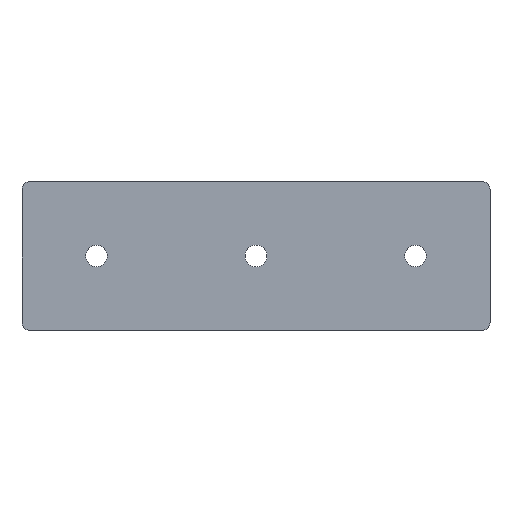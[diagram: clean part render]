
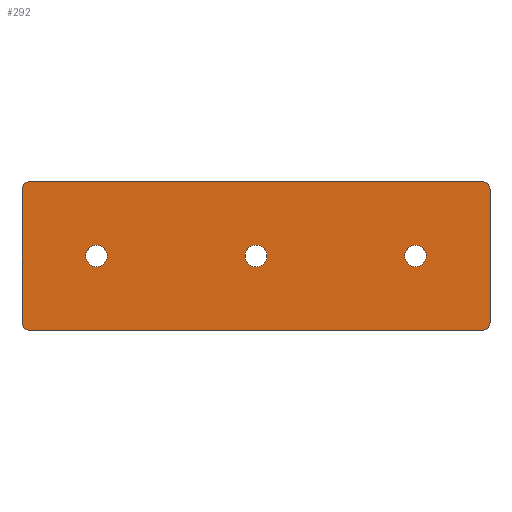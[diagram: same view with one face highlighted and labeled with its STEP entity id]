
A CAD part, top view. The second image highlights one B-rep face of the part: STEP entity #292.
In plain terms, the highlighted planar face has unit normal (0, 0, 1).
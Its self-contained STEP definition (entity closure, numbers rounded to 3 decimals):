
#7 = VERTEX_POINT ( 'NONE', #513 ) ;
#8 = AXIS2_PLACEMENT_3D ( 'NONE', #462, #18, #239 ) ;
#11 = ORIENTED_EDGE ( 'NONE', *, *, #84, .F. ) ;
#12 = CARTESIAN_POINT ( 'NONE',  ( 64.1, 0., 4. ) ) ;
#17 = AXIS2_PLACEMENT_3D ( 'NONE', #252, #537, #125 ) ;
#18 = DIRECTION ( 'NONE',  ( 0., 0., 1. ) ) ;
#21 = CARTESIAN_POINT ( 'NONE',  ( -25., -28., 4. ) ) ;
#23 = CARTESIAN_POINT ( 'NONE',  ( 60., 0., 4. ) ) ;
#26 = EDGE_LOOP ( 'NONE', ( #478, #189 ) ) ;
#30 = VECTOR ( 'NONE', #45, 1000. ) ;
#32 = CARTESIAN_POINT ( 'NONE',  ( 115.9, 0., 4. ) ) ;
#35 = EDGE_CURVE ( 'NONE', #180, #185, #328, .T. ) ;
#36 = CARTESIAN_POINT ( 'NONE',  ( -28., -25., 4. ) ) ;
#37 = CIRCLE ( 'NONE', #453, 4.1 ) ;
#45 = DIRECTION ( 'NONE',  ( 0., -1., 0. ) ) ;
#49 = VECTOR ( 'NONE', #297, 1000. ) ;
#54 = VERTEX_POINT ( 'NONE', #202 ) ;
#57 = VERTEX_POINT ( 'NONE', #12 ) ;
#60 = AXIS2_PLACEMENT_3D ( 'NONE', #495, #399, #406 ) ;
#61 = DIRECTION ( 'NONE',  ( 0., 0., 1. ) ) ;
#75 = DIRECTION ( 'NONE',  ( 0., 0., 1. ) ) ;
#83 = DIRECTION ( 'NONE',  ( 0., 0., 1. ) ) ;
#84 = EDGE_CURVE ( 'NONE', #57, #136, #473, .T. ) ;
#94 = DIRECTION ( 'NONE',  ( 1., 0., 0. ) ) ;
#98 = ORIENTED_EDGE ( 'NONE', *, *, #234, .F. ) ;
#99 = CIRCLE ( 'NONE', #60, 3. ) ;
#101 = CARTESIAN_POINT ( 'NONE',  ( -25., 25., 4. ) ) ;
#107 = EDGE_CURVE ( 'NONE', #388, #54, #421, .T. ) ;
#108 = ORIENTED_EDGE ( 'NONE', *, *, #436, .T. ) ;
#111 = CIRCLE ( 'NONE', #145, 3. ) ;
#115 = DIRECTION ( 'NONE',  ( 0., 1., 0. ) ) ;
#118 = FACE_BOUND ( 'NONE', #463, .T. ) ;
#120 = CARTESIAN_POINT ( 'NONE',  ( -28., 28., 4. ) ) ;
#121 = CARTESIAN_POINT ( 'NONE',  ( -25., 28., 4. ) ) ;
#122 = EDGE_CURVE ( 'NONE', #194, #251, #341, .T. ) ;
#125 = DIRECTION ( 'NONE',  ( 1., 0., 0. ) ) ;
#129 = EDGE_CURVE ( 'NONE', #251, #194, #253, .T. ) ;
#136 = VERTEX_POINT ( 'NONE', #431 ) ;
#139 = CARTESIAN_POINT ( 'NONE',  ( -28., 28., 4. ) ) ;
#145 = AXIS2_PLACEMENT_3D ( 'NONE', #348, #434, #304 ) ;
#153 = CARTESIAN_POINT ( 'NONE',  ( 120., 0., 4. ) ) ;
#162 = FACE_BOUND ( 'NONE', #26, .T. ) ;
#165 = CARTESIAN_POINT ( 'NONE',  ( 4.1, 0., 4. ) ) ;
#167 = CARTESIAN_POINT ( 'NONE',  ( 0., 0., 4. ) ) ;
#174 = CARTESIAN_POINT ( 'NONE',  ( 145., -25., 4. ) ) ;
#180 = VERTEX_POINT ( 'NONE', #21 ) ;
#185 = VERTEX_POINT ( 'NONE', #471 ) ;
#189 = ORIENTED_EDGE ( 'NONE', *, *, #122, .F. ) ;
#194 = VERTEX_POINT ( 'NONE', #372 ) ;
#202 = CARTESIAN_POINT ( 'NONE',  ( 148., 25., 4. ) ) ;
#213 = DIRECTION ( 'NONE',  ( 1., 0., 0. ) ) ;
#220 = VERTEX_POINT ( 'NONE', #121 ) ;
#223 = VERTEX_POINT ( 'NONE', #36 ) ;
#226 = CARTESIAN_POINT ( 'NONE',  ( -28., 25., 4. ) ) ;
#232 = DIRECTION ( 'NONE',  ( 0., 0., 1. ) ) ;
#234 = EDGE_CURVE ( 'NONE', #136, #57, #37, .T. ) ;
#238 = ORIENTED_EDGE ( 'NONE', *, *, #35, .T. ) ;
#239 = DIRECTION ( 'NONE',  ( 1., 0., 0. ) ) ;
#240 = AXIS2_PLACEMENT_3D ( 'NONE', #378, #61, #425 ) ;
#246 = AXIS2_PLACEMENT_3D ( 'NONE', #167, #75, #213 ) ;
#248 = EDGE_LOOP ( 'NONE', ( #493, #405 ) ) ;
#251 = VERTEX_POINT ( 'NONE', #32 ) ;
#252 = CARTESIAN_POINT ( 'NONE',  ( 0., 0., 4. ) ) ;
#253 = CIRCLE ( 'NONE', #240, 4.1 ) ;
#262 = CARTESIAN_POINT ( 'NONE',  ( -28., -28., 4. ) ) ;
#268 = VERTEX_POINT ( 'NONE', #165 ) ;
#281 = DIRECTION ( 'NONE',  ( 1., 0., 0. ) ) ;
#291 = CARTESIAN_POINT ( 'NONE',  ( 148., 28., 4. ) ) ;
#292 = ADVANCED_FACE ( 'NONE', ( #118, #386, #300, #162 ), #541, .T. ) ;
#296 = ORIENTED_EDGE ( 'NONE', *, *, #532, .T. ) ;
#297 = DIRECTION ( 'NONE',  ( -1., 0., 0. ) ) ;
#300 = FACE_BOUND ( 'NONE', #248, .T. ) ;
#301 = VECTOR ( 'NONE', #115, 1000. ) ;
#303 = CARTESIAN_POINT ( 'NONE',  ( 145., 28., 4. ) ) ;
#304 = DIRECTION ( 'NONE',  ( 1., 0., 0. ) ) ;
#308 = EDGE_CURVE ( 'NONE', #223, #180, #111, .T. ) ;
#316 = ORIENTED_EDGE ( 'NONE', *, *, #107, .T. ) ;
#322 = CARTESIAN_POINT ( 'NONE',  ( 148., -25., 4. ) ) ;
#324 = CIRCLE ( 'NONE', #531, 3. ) ;
#328 = LINE ( 'NONE', #262, #352 ) ;
#329 = ORIENTED_EDGE ( 'NONE', *, *, #353, .T. ) ;
#331 = EDGE_CURVE ( 'NONE', #268, #7, #483, .T. ) ;
#341 = CIRCLE ( 'NONE', #494, 4.1 ) ;
#345 = CARTESIAN_POINT ( 'NONE',  ( 0., 0., 4. ) ) ;
#348 = CARTESIAN_POINT ( 'NONE',  ( -25., -25., 4. ) ) ;
#352 = VECTOR ( 'NONE', #281, 1000. ) ;
#353 = EDGE_CURVE ( 'NONE', #185, #388, #324, .T. ) ;
#357 = CIRCLE ( 'NONE', #438, 3. ) ;
#363 = LINE ( 'NONE', #139, #30 ) ;
#372 = CARTESIAN_POINT ( 'NONE',  ( 124.1, 0., 4. ) ) ;
#378 = CARTESIAN_POINT ( 'NONE',  ( 120., 0., 4. ) ) ;
#385 = LINE ( 'NONE', #120, #49 ) ;
#386 = FACE_OUTER_BOUND ( 'NONE', #504, .T. ) ;
#388 = VERTEX_POINT ( 'NONE', #322 ) ;
#391 = DIRECTION ( 'NONE',  ( 1., 0., 0. ) ) ;
#399 = DIRECTION ( 'NONE',  ( 0., 0., 1. ) ) ;
#404 = DIRECTION ( 'NONE',  ( 0., 0., 1. ) ) ;
#405 = ORIENTED_EDGE ( 'NONE', *, *, #331, .F. ) ;
#406 = DIRECTION ( 'NONE',  ( 1., 0., 0. ) ) ;
#421 = LINE ( 'NONE', #291, #301 ) ;
#425 = DIRECTION ( 'NONE',  ( 1., 0., 0. ) ) ;
#428 = DIRECTION ( 'NONE',  ( 1., 0., 0. ) ) ;
#431 = CARTESIAN_POINT ( 'NONE',  ( 55.9, 0., 4. ) ) ;
#434 = DIRECTION ( 'NONE',  ( 0., 0., 1. ) ) ;
#436 = EDGE_CURVE ( 'NONE', #220, #594, #357, .T. ) ;
#438 = AXIS2_PLACEMENT_3D ( 'NONE', #101, #232, #94 ) ;
#452 = ORIENTED_EDGE ( 'NONE', *, *, #546, .T. ) ;
#453 = AXIS2_PLACEMENT_3D ( 'NONE', #23, #83, #391 ) ;
#459 = DIRECTION ( 'NONE',  ( 1., 0., 0. ) ) ;
#462 = CARTESIAN_POINT ( 'NONE',  ( 60., 0., 4. ) ) ;
#463 = EDGE_LOOP ( 'NONE', ( #98, #11 ) ) ;
#464 = DIRECTION ( 'NONE',  ( 0., 0., 1. ) ) ;
#471 = CARTESIAN_POINT ( 'NONE',  ( 145., -28., 4. ) ) ;
#473 = CIRCLE ( 'NONE', #8, 4.1 ) ;
#477 = DIRECTION ( 'NONE',  ( 0., 0., 1. ) ) ;
#478 = ORIENTED_EDGE ( 'NONE', *, *, #129, .F. ) ;
#483 = CIRCLE ( 'NONE', #17, 4.1 ) ;
#493 = ORIENTED_EDGE ( 'NONE', *, *, #501, .F. ) ;
#494 = AXIS2_PLACEMENT_3D ( 'NONE', #153, #464, #428 ) ;
#495 = CARTESIAN_POINT ( 'NONE',  ( 145., 25., 4. ) ) ;
#496 = CIRCLE ( 'NONE', #246, 4.1 ) ;
#501 = EDGE_CURVE ( 'NONE', #7, #268, #496, .T. ) ;
#504 = EDGE_LOOP ( 'NONE', ( #515, #560, #238, #329, #316, #452, #296, #108 ) ) ;
#513 = CARTESIAN_POINT ( 'NONE',  ( -4.1, 0., 4. ) ) ;
#515 = ORIENTED_EDGE ( 'NONE', *, *, #558, .T. ) ;
#517 = VERTEX_POINT ( 'NONE', #303 ) ;
#531 = AXIS2_PLACEMENT_3D ( 'NONE', #174, #404, #459 ) ;
#532 = EDGE_CURVE ( 'NONE', #517, #220, #385, .T. ) ;
#536 = DIRECTION ( 'NONE',  ( 1., 0., 0. ) ) ;
#537 = DIRECTION ( 'NONE',  ( 0., 0., 1. ) ) ;
#538 = AXIS2_PLACEMENT_3D ( 'NONE', #345, #477, #536 ) ;
#541 = PLANE ( 'NONE',  #538 ) ;
#546 = EDGE_CURVE ( 'NONE', #54, #517, #99, .T. ) ;
#558 = EDGE_CURVE ( 'NONE', #594, #223, #363, .T. ) ;
#560 = ORIENTED_EDGE ( 'NONE', *, *, #308, .T. ) ;
#594 = VERTEX_POINT ( 'NONE', #226 ) ;
